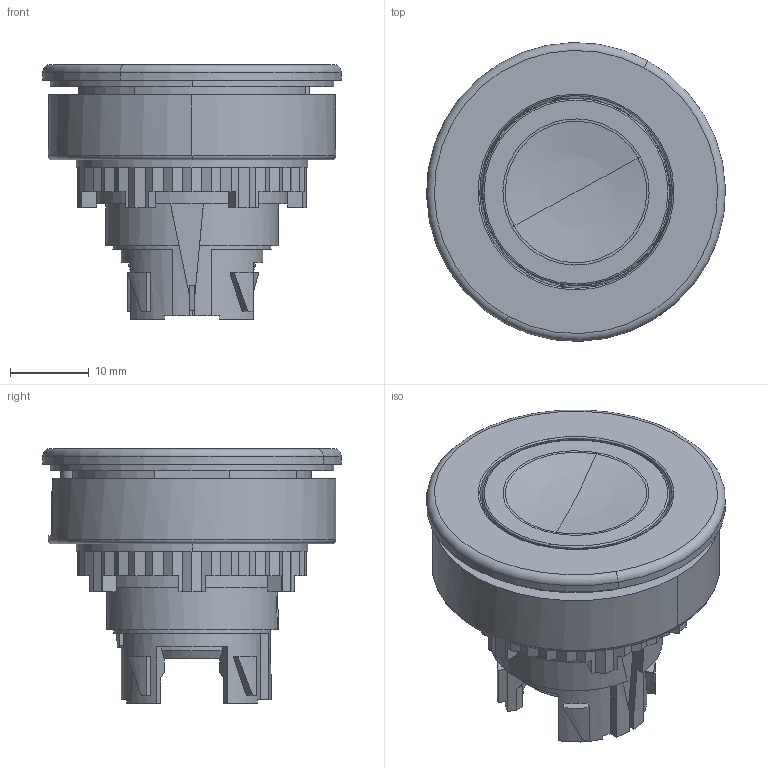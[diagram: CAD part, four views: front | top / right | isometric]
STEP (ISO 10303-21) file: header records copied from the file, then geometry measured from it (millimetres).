
FILE_DESCRIPTION(('CATIA V5 STEP Exchange','CAx-IF Rec.Pracs.--- Model Styling and Organization---1.2---2011-12-15'),'2;1');
FILE_NAME('L23AH20.stp','2014-01-06T15:17:26+00:00',('none'),('none'),'Unofficial Packaging Version','CATIA V5 STEP AP214 Edition 3','none');
FILE_SCHEMA(('AUTOMOTIVE_DESIGN { 1 0 10303 214 3 1 1 1 }'));
Length unit declared in the file: millimetre
Products named in the file (8): L23AH20; 074227000; 034369000; 031104000; 032160000; 051902000essai; S09088540; 075063000
Assembly tree (7 placements, depth 2):
  L23AH20
    074227000
    034369000
    031104000
    032160000
    051902000essai
    S09088540
    075063000
Bounding box: 37.99 x 37.99 x 32.4 mm (x, y, z)
Volume: 12233.3 mm3; surface area: 17348.8 mm2
Topology: 7 solids, 7 shells, 661 faces, 1807 edges, 1170 vertices
Faces by surface type: plane 365, cylinder 158, torus 70, cone 48, sphere 12, bspline 8
Entity records: 23154 total; most frequent: CARTESIAN_POINT 5118, ORIENTED_EDGE 3590, DIRECTION 2484, EDGE_CURVE 1795, VERTEX_POINT 1170, AXIS2_PLACEMENT_3D 1048, VECTOR 967, LINE 967
